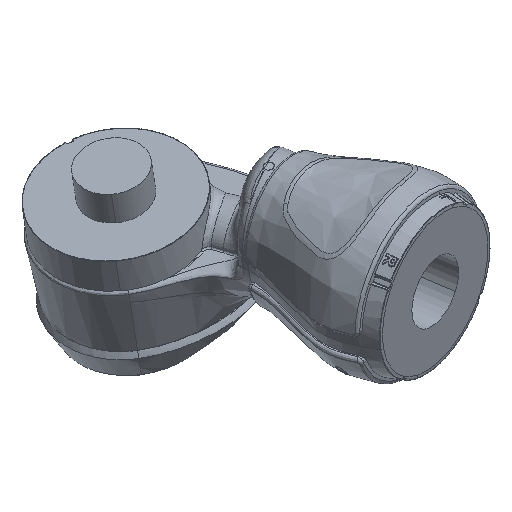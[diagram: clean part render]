
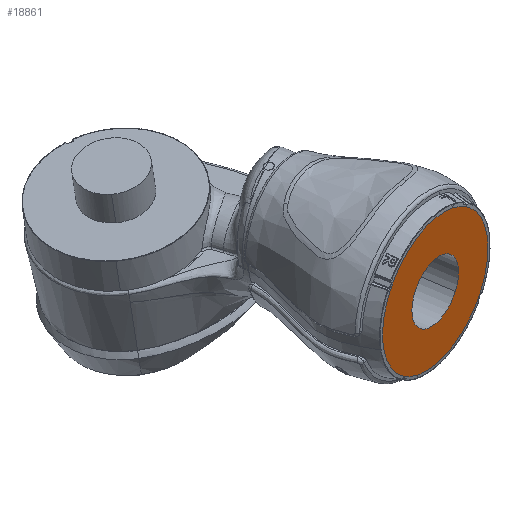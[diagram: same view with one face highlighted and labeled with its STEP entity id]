
A CAD part, top view. The second image highlights one B-rep face of the part: STEP entity #18861.
In plain terms, the highlighted planar face has unit normal (0.814, -0.342, 0.47).
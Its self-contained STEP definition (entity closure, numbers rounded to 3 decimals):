
#2883 = CARTESIAN_POINT ( 'NONE',  ( 275.739, -165.887, 543.198 ) ) ;
#2884 = DIRECTION ( 'NONE',  ( 0.814, -0.342, 0.47 ) ) ;
#2885 = DIRECTION ( 'NONE',  ( 0.5, 0., -0.866 ) ) ;
#12529 = AXIS2_PLACEMENT_3D ( 'NONE', #83304, #83305, #83306 ) ;
#12635 = AXIS2_PLACEMENT_3D ( 'NONE', #2883, #2884, #2885 ) ;
#12811 = AXIS2_PLACEMENT_3D ( 'NONE', #55966, #55967, #55968 ) ;
#14378 = EDGE_CURVE ( 'NONE', #23161, #23360, #87206, .T. ) ;
#15403 = AXIS2_PLACEMENT_3D ( 'NONE', #22620, #22618, #22631 ) ;
#15411 = AXIS2_PLACEMENT_3D ( 'NONE', #78472, #78559, #78501 ) ;
#15500 = EDGE_CURVE ( 'NONE', #23888, #23429, #87090, .T. ) ;
#15531 = AXIS2_PLACEMENT_3D ( 'NONE', #63817, #63818, #63819 ) ;
#17638 = CIRCLE ( 'NONE', #12811, 45.107 ) ;
#17722 = CIRCLE ( 'NONE', #12529, 45.107 ) ;
#17732 = CIRCLE ( 'NONE', #12635, 20. ) ;
#18861 = ADVANCED_FACE ( 'NONE', ( #40372, #40291 ), #63810, .T. ) ;
#22416 = VERTEX_POINT ( 'NONE', #61264 ) ;
#22561 = EDGE_LOOP ( 'NONE', ( #91925, #91578 ) ) ;
#22618 = DIRECTION ( 'NONE',  ( 0.814, -0.342, 0.47 ) ) ;
#22620 = CARTESIAN_POINT ( 'NONE',  ( 275.739, -165.887, 543.198 ) ) ;
#22631 = DIRECTION ( 'NONE',  ( -0.5, 0., 0.866 ) ) ;
#23161 = VERTEX_POINT ( 'NONE', #61641 ) ;
#23360 = VERTEX_POINT ( 'NONE', #56057 ) ;
#23429 = VERTEX_POINT ( 'NONE', #56078 ) ;
#23888 = VERTEX_POINT ( 'NONE', #56141 ) ;
#24514 = EDGE_LOOP ( 'NONE', ( #91607, #91960, #91520 ) ) ;
#40291 = FACE_OUTER_BOUND ( 'NONE', #24514, .T. ) ;
#40372 = FACE_BOUND ( 'NONE', #22561, .T. ) ;
#45741 = EDGE_CURVE ( 'NONE', #22416, #23888, #17638, .T. ) ;
#46035 = EDGE_CURVE ( 'NONE', #23360, #23161, #17732, .T. ) ;
#46191 = EDGE_CURVE ( 'NONE', #23429, #22416, #17722, .T. ) ;
#55966 = CARTESIAN_POINT ( 'NONE',  ( 275.739, -165.887, 543.198 ) ) ;
#55967 = DIRECTION ( 'NONE',  ( 0.814, -0.342, 0.47 ) ) ;
#55968 = DIRECTION ( 'NONE',  ( -0.5, 0., 0.866 ) ) ;
#56057 = CARTESIAN_POINT ( 'NONE',  ( 265.739, -165.887, 560.519 ) ) ;
#56078 = CARTESIAN_POINT ( 'NONE',  ( 284.46, -124.309, 558.359 ) ) ;
#56141 = CARTESIAN_POINT ( 'NONE',  ( 267.018, -207.465, 528.037 ) ) ;
#61264 = CARTESIAN_POINT ( 'NONE',  ( 253.186, -165.887, 582.262 ) ) ;
#61641 = CARTESIAN_POINT ( 'NONE',  ( 285.739, -165.887, 525.877 ) ) ;
#63810 = PLANE ( 'NONE',  #15531 ) ;
#63817 = CARTESIAN_POINT ( 'NONE',  ( 239.394, -208.782, 574.924 ) ) ;
#63818 = DIRECTION ( 'NONE',  ( 0.814, -0.342, 0.47 ) ) ;
#63819 = DIRECTION ( 'NONE',  ( 0.5, 0., -0.866 ) ) ;
#78472 = CARTESIAN_POINT ( 'NONE',  ( 275.739, -165.887, 543.198 ) ) ;
#78501 = DIRECTION ( 'NONE',  ( 0.5, 0., -0.866 ) ) ;
#78559 = DIRECTION ( 'NONE',  ( 0.814, -0.342, 0.47 ) ) ;
#83304 = CARTESIAN_POINT ( 'NONE',  ( 275.739, -165.887, 543.198 ) ) ;
#83305 = DIRECTION ( 'NONE',  ( 0.814, -0.342, 0.47 ) ) ;
#83306 = DIRECTION ( 'NONE',  ( -0.5, 0., 0.866 ) ) ;
#87090 = CIRCLE ( 'NONE', #15403, 45.107 ) ;
#87206 = CIRCLE ( 'NONE', #15411, 20. ) ;
#91520 = ORIENTED_EDGE ( 'NONE', *, *, #15500, .T. ) ;
#91578 = ORIENTED_EDGE ( 'NONE', *, *, #46035, .F. ) ;
#91607 = ORIENTED_EDGE ( 'NONE', *, *, #46191, .T. ) ;
#91925 = ORIENTED_EDGE ( 'NONE', *, *, #14378, .F. ) ;
#91960 = ORIENTED_EDGE ( 'NONE', *, *, #45741, .T. ) ;
